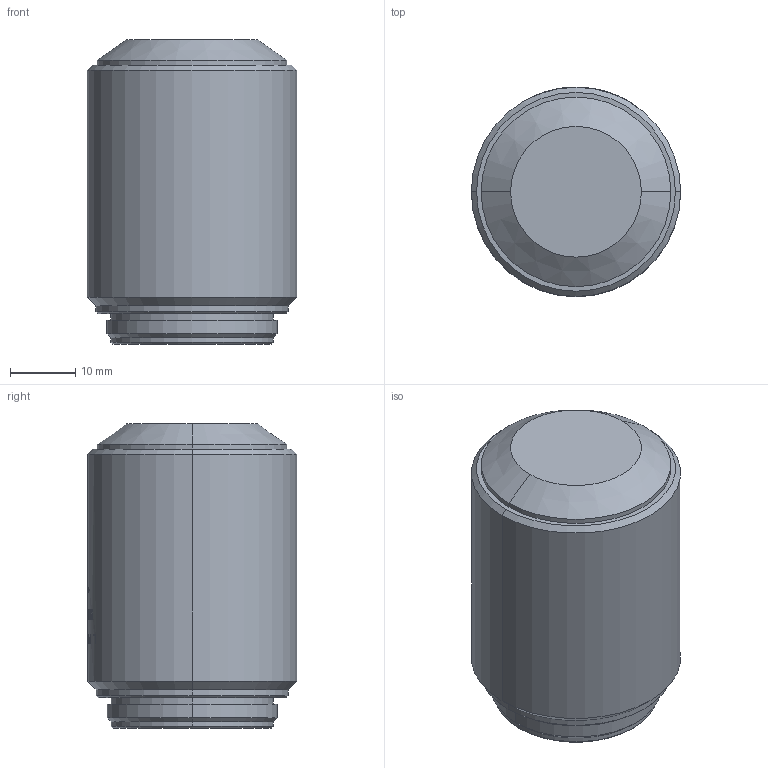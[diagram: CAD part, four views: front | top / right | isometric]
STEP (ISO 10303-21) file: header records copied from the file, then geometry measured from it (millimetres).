
FILE_DESCRIPTION (( 'STEP AP203' ), '1' );
FILE_NAME ('690119.STEP', '2025-07-14T09:32:45', ( '' ), ( '' ), 'SwSTEP 2.0', 'SolidWorks 2020', '' );
FILE_SCHEMA (( 'CONFIG_CONTROL_DESIGN' ));
Length unit declared in the file: millimetre
Products named in the file (1): 690119
Bounding box: 32 x 32.05 x 46.6 mm (x, y, z)
Volume: 34669.1 mm3; surface area: 5857.7 mm2
Topology: 1 solids, 1 shells, 349 faces, 875 edges, 578 vertices
Faces by surface type: plane 146, bspline 132, cylinder 59, cone 12
Entity records: 29274 total; most frequent: CARTESIAN_POINT 21887, ORIENTED_EDGE 1750, DIRECTION 1068, EDGE_CURVE 875, VERTEX_POINT 578, B_SPLINE_CURVE_WITH_KNOTS 429, AXIS2_PLACEMENT_3D 404, EDGE_LOOP 399
